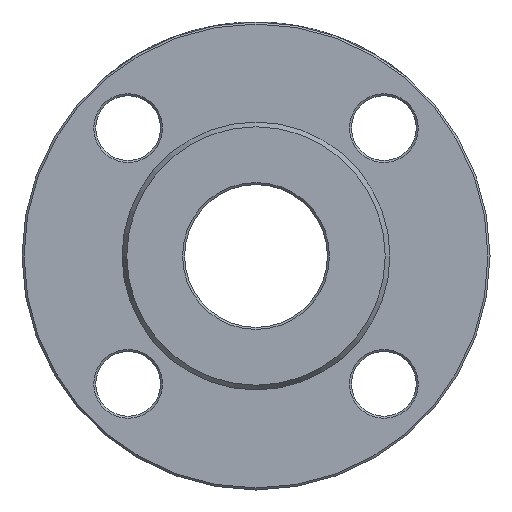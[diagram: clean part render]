
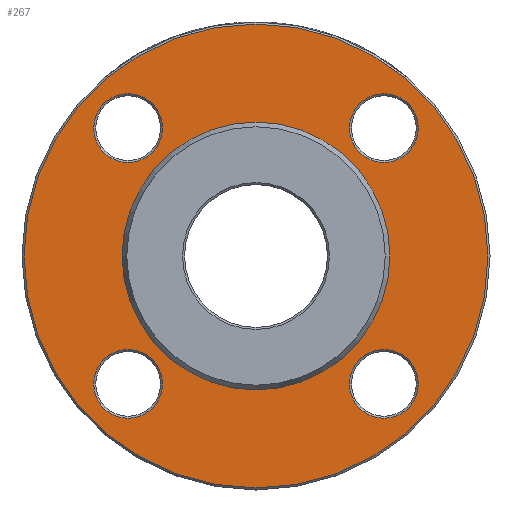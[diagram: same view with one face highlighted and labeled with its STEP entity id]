
A CAD part, left-side view. The second image highlights one B-rep face of the part: STEP entity #267.
In plain terms, the highlighted planar face has unit normal (-1, 0, 0).
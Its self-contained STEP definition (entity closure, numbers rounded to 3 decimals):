
#25 = CIRCLE ( 'NONE', #4069, 8.45 ) ;
#267 = ADVANCED_FACE ( 'NONE', ( #1545, #3052, #3805, #1105, #4937, #3028 ), #3423, .F. ) ;
#304 = EDGE_CURVE ( 'NONE', #3042, #3042, #3811, .T. ) ;
#508 = EDGE_CURVE ( 'NONE', #1192, #1192, #3086, .T. ) ;
#596 = AXIS2_PLACEMENT_3D ( 'NONE', #1253, #2795, #3570 ) ;
#685 = ORIENTED_EDGE ( 'NONE', *, *, #304, .F. ) ;
#858 = CARTESIAN_POINT ( 'NONE',  ( 2., -39.881, -31.431 ) ) ;
#896 = AXIS2_PLACEMENT_3D ( 'NONE', #4946, #4100, #2652 ) ;
#937 = DIRECTION ( 'NONE',  ( 1., 0., 0. ) ) ;
#1105 = FACE_BOUND ( 'NONE', #2884, .T. ) ;
#1150 = DIRECTION ( 'NONE',  ( 1., 0., 0. ) ) ;
#1192 = VERTEX_POINT ( 'NONE', #1940 ) ;
#1253 = CARTESIAN_POINT ( 'NONE',  ( 2., 0., 0. ) ) ;
#1267 = VERTEX_POINT ( 'NONE', #1314 ) ;
#1314 = CARTESIAN_POINT ( 'NONE',  ( 2., -31.431, 39.881 ) ) ;
#1378 = EDGE_CURVE ( 'NONE', #3483, #3483, #4150, .T. ) ;
#1485 = EDGE_LOOP ( 'NONE', ( #3776 ) ) ;
#1545 = FACE_BOUND ( 'NONE', #4290, .T. ) ;
#1801 = EDGE_CURVE ( 'NONE', #4772, #4772, #3652, .T. ) ;
#1883 = DIRECTION ( 'NONE',  ( 0., 0., -1. ) ) ;
#1901 = DIRECTION ( 'NONE',  ( 0., 0., 1. ) ) ;
#1940 = CARTESIAN_POINT ( 'NONE',  ( 2., 39.881, 31.431 ) ) ;
#1945 = AXIS2_PLACEMENT_3D ( 'NONE', #2265, #1150, #1883 ) ;
#1991 = EDGE_CURVE ( 'NONE', #1267, #1267, #25, .T. ) ;
#2265 = CARTESIAN_POINT ( 'NONE',  ( 2., 32.905, 0. ) ) ;
#2287 = AXIS2_PLACEMENT_3D ( 'NONE', #4337, #3595, #4810 ) ;
#2353 = CARTESIAN_POINT ( 'NONE',  ( 2., -31.431, 31.431 ) ) ;
#2389 = DIRECTION ( 'NONE',  ( 0., 0., 1. ) ) ;
#2526 = ORIENTED_EDGE ( 'NONE', *, *, #1801, .T. ) ;
#2603 = AXIS2_PLACEMENT_3D ( 'NONE', #4508, #937, #2914 ) ;
#2652 = DIRECTION ( 'NONE',  ( 0., 1., 0. ) ) ;
#2657 = CARTESIAN_POINT ( 'NONE',  ( 2., 0., 32.905 ) ) ;
#2691 = ORIENTED_EDGE ( 'NONE', *, *, #1991, .T. ) ;
#2795 = DIRECTION ( 'NONE',  ( -1., 0., 0. ) ) ;
#2884 = EDGE_LOOP ( 'NONE', ( #2526 ) ) ;
#2914 = DIRECTION ( 'NONE',  ( 0., -1., 0. ) ) ;
#3026 = ORIENTED_EDGE ( 'NONE', *, *, #3351, .T. ) ;
#3028 = FACE_BOUND ( 'NONE', #3388, .T. ) ;
#3042 = VERTEX_POINT ( 'NONE', #2657 ) ;
#3052 = FACE_BOUND ( 'NONE', #4335, .T. ) ;
#3086 = CIRCLE ( 'NONE', #896, 8.45 ) ;
#3351 = EDGE_CURVE ( 'NONE', #4354, #4354, #3749, .T. ) ;
#3388 = EDGE_LOOP ( 'NONE', ( #685 ) ) ;
#3423 = PLANE ( 'NONE',  #1945 ) ;
#3483 = VERTEX_POINT ( 'NONE', #858 ) ;
#3517 = DIRECTION ( 'NONE',  ( -1., 0., 0. ) ) ;
#3570 = DIRECTION ( 'NONE',  ( 0., 0., -1. ) ) ;
#3595 = DIRECTION ( 'NONE',  ( 1., 0., 0. ) ) ;
#3596 = CARTESIAN_POINT ( 'NONE',  ( 2., 0., 0. ) ) ;
#3652 = CIRCLE ( 'NONE', #2287, 8.45 ) ;
#3749 = CIRCLE ( 'NONE', #596, 57. ) ;
#3776 = ORIENTED_EDGE ( 'NONE', *, *, #508, .T. ) ;
#3805 = FACE_BOUND ( 'NONE', #1485, .T. ) ;
#3811 = CIRCLE ( 'NONE', #4714, 32.905 ) ;
#3908 = ORIENTED_EDGE ( 'NONE', *, *, #1378, .T. ) ;
#4069 = AXIS2_PLACEMENT_3D ( 'NONE', #2353, #4261, #1901 ) ;
#4100 = DIRECTION ( 'NONE',  ( 1., 0., 0. ) ) ;
#4150 = CIRCLE ( 'NONE', #2603, 8.45 ) ;
#4261 = DIRECTION ( 'NONE',  ( 1., 0., 0. ) ) ;
#4290 = EDGE_LOOP ( 'NONE', ( #3908 ) ) ;
#4335 = EDGE_LOOP ( 'NONE', ( #2691 ) ) ;
#4337 = CARTESIAN_POINT ( 'NONE',  ( 2., 31.431, -31.431 ) ) ;
#4354 = VERTEX_POINT ( 'NONE', #4697 ) ;
#4374 = EDGE_LOOP ( 'NONE', ( #3026 ) ) ;
#4508 = CARTESIAN_POINT ( 'NONE',  ( 2., -31.431, -31.431 ) ) ;
#4679 = CARTESIAN_POINT ( 'NONE',  ( 2., 31.431, -39.881 ) ) ;
#4697 = CARTESIAN_POINT ( 'NONE',  ( 2., 0., -57. ) ) ;
#4714 = AXIS2_PLACEMENT_3D ( 'NONE', #3596, #3517, #2389 ) ;
#4772 = VERTEX_POINT ( 'NONE', #4679 ) ;
#4810 = DIRECTION ( 'NONE',  ( 0., 0., -1. ) ) ;
#4937 = FACE_OUTER_BOUND ( 'NONE', #4374, .T. ) ;
#4946 = CARTESIAN_POINT ( 'NONE',  ( 2., 31.431, 31.431 ) ) ;
